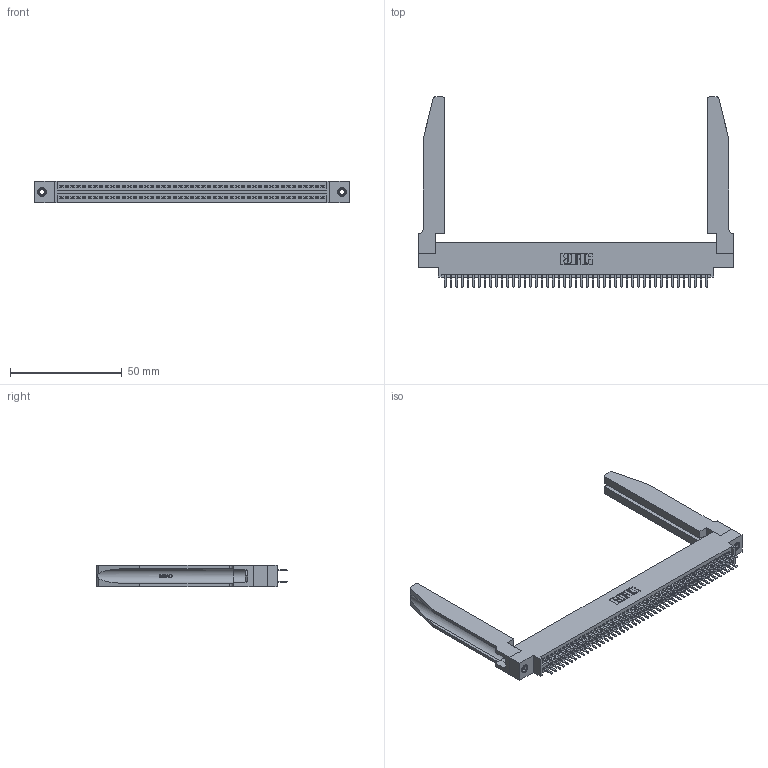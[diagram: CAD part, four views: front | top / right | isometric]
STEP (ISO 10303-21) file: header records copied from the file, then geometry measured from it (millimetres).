
FILE_DESCRIPTION (( 'STEP AP203' ), '1' );
FILE_NAME ('345-094-520-878.STEP', '2019-11-01T22:28:09', ( '' ), ( '' ), 'SwSTEP 2.0', 'SolidWorks 2016', '' );
FILE_SCHEMA (( 'CONFIG_CONTROL_DESIGN' ));
Length unit declared in the file: inch
Products named in the file (5): 345-292-001_345-293-120; 345-094-520-878; 345-220-078_345-220-078; 345-250-001_345-250-001-102; 345 Part_0.170 Offset - 0.156 Dia-TH
Assembly tree (99 placements, depth 2):
  345-094-520-878
    345 Part_0.170 Offset - 0.156 Dia-TH
    345-292-001_345-293-120  x94
    345-250-001_345-250-001-102  x2
    345-220-078_345-220-078  x2
Bounding box: 140.61 x 84.96 x 9.4 mm (x, y, z)
Volume: 21321.6 mm3; surface area: 27021.7 mm2
Topology: 99 solids, 99 shells, 5440 faces, 15719 edges, 10218 vertices
Faces by surface type: plane 3516, cylinder 1872, bspline 36, cone 12, torus 4
Entity records: 41190 total; most frequent: CARTESIAN_POINT 7831, ORIENTED_EDGE 6650, DIRECTION 5879, EDGE_CURVE 3325, VECTOR 2907, LINE 2907, VERTEX_POINT 2208, AXIS2_PLACEMENT_3D 1486
